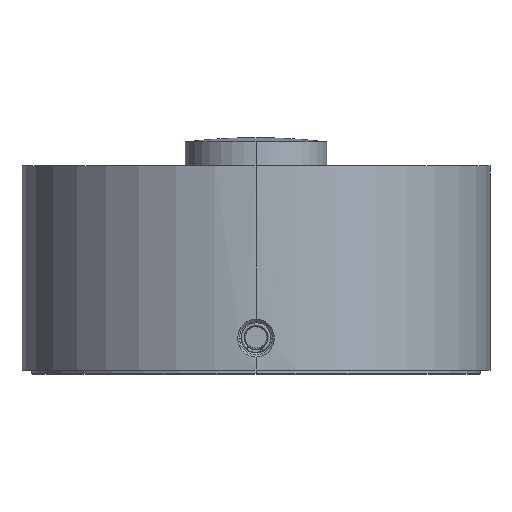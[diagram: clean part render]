
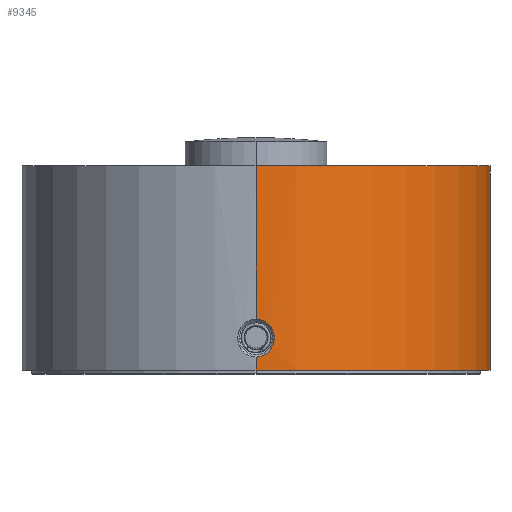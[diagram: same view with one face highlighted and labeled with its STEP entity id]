
A CAD part, top view. The second image highlights one B-rep face of the part: STEP entity #9345.
In plain terms, the highlighted cylindrical face has radius 25.146 mm (diameter 50.292 mm), a partial arc.
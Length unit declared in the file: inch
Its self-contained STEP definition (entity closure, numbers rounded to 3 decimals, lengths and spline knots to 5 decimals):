
#52 = CARTESIAN_POINT ( 'NONE',  ( 0.05852, 0.09776, 0.98828 ) ) ;
#102 = DIRECTION ( 'NONE',  ( 0., 0., -1. ) ) ;
#360 = AXIS2_PLACEMENT_3D ( 'NONE', #10545, #1225, #3907 ) ;
#398 = EDGE_LOOP ( 'NONE', ( #7472, #3952, #7427, #7199, #1746, #1676, #11141 ) ) ;
#477 = CARTESIAN_POINT ( 'NONE',  ( 0., 0.88, 0.99 ) ) ;
#703 = VERTEX_POINT ( 'NONE', #8318 ) ;
#794 = LINE ( 'NONE', #11290, #5084 ) ;
#893 = EDGE_CURVE ( 'NONE', #6236, #11039, #794, .T. ) ;
#912 = CARTESIAN_POINT ( 'NONE',  ( 0., 0.07, 0.99 ) ) ;
#985 = EDGE_CURVE ( 'NONE', #11039, #5378, #3330, .T. ) ;
#1025 = CARTESIAN_POINT ( 'NONE',  ( 0., 0., 0. ) ) ;
#1057 = DIRECTION ( 'NONE',  ( 0., -1., 0. ) ) ;
#1104 = CARTESIAN_POINT ( 'NONE',  ( 0.06946, 0.1151, 0.98756 ) ) ;
#1163 = CARTESIAN_POINT ( 'NONE',  ( 0.0732, 0.17534, 0.98729 ) ) ;
#1225 = DIRECTION ( 'NONE',  ( 0., -1., 0. ) ) ;
#1336 = CARTESIAN_POINT ( 'NONE',  ( 0.00517, 0.23, 0.99 ) ) ;
#1676 = ORIENTED_EDGE ( 'NONE', *, *, #985, .F. ) ;
#1720 = LINE ( 'NONE', #7385, #2447 ) ;
#1746 = ORIENTED_EDGE ( 'NONE', *, *, #7682, .T. ) ;
#1758 = CARTESIAN_POINT ( 'NONE',  ( 0., 0., 0.99 ) ) ;
#1816 = EDGE_CURVE ( 'NONE', #7238, #4598, #10155, .T. ) ;
#1902 = DIRECTION ( 'NONE',  ( 0., -1., 0. ) ) ;
#2086 = CARTESIAN_POINT ( 'NONE',  ( 0.02523, 0.07423, 0.98969 ) ) ;
#2102 = EDGE_CURVE ( 'NONE', #6236, #7238, #6472, .T. ) ;
#2107 = VECTOR ( 'NONE', #2897, 39.37008 ) ;
#2145 = CARTESIAN_POINT ( 'NONE',  ( 0.02528, 0.22575, 0.98969 ) ) ;
#2271 = CARTESIAN_POINT ( 'NONE',  ( 0., 0.23, 0.99 ) ) ;
#2337 = CARTESIAN_POINT ( 'NONE',  ( 0.05147, 0.20971, 0.98867 ) ) ;
#2447 = VECTOR ( 'NONE', #1057, 39.37008 ) ;
#2897 = DIRECTION ( 'NONE',  ( 0., -1., 0. ) ) ;
#2973 = CARTESIAN_POINT ( 'NONE',  ( 0.077, 0.14487, 0.987 ) ) ;
#3282 = CARTESIAN_POINT ( 'NONE',  ( 0.0347, 0.2216, 0.9894 ) ) ;
#3330 = CIRCLE ( 'NONE', #360, 0.99 ) ;
#3844 = CARTESIAN_POINT ( 'NONE',  ( 0.01034, 0.07055, 0.98996 ) ) ;
#3907 = DIRECTION ( 'NONE',  ( 0., 0., -1. ) ) ;
#3928 = AXIS2_PLACEMENT_3D ( 'NONE', #5983, #10467, #11518 ) ;
#3952 = ORIENTED_EDGE ( 'NONE', *, *, #1816, .T. ) ;
#4017 = CARTESIAN_POINT ( 'NONE',  ( 0.07653, 0.16022, 0.98704 ) ) ;
#4080 = CARTESIAN_POINT ( 'NONE',  ( 0.04788, 0.08649, 0.98887 ) ) ;
#4541 = EDGE_CURVE ( 'NONE', #703, #10158, #8406, .T. ) ;
#4598 = VERTEX_POINT ( 'NONE', #11470 ) ;
#4806 = DIRECTION ( 'NONE',  ( 0., -1., 0. ) ) ;
#4880 = CARTESIAN_POINT ( 'NONE',  ( 0.06711, 0.11045, 0.98773 ) ) ;
#4941 = CARTESIAN_POINT ( 'NONE',  ( 0.07463, 0.17034, 0.98718 ) ) ;
#5009 = CARTESIAN_POINT ( 'NONE',  ( 0.07652, 0.13967, 0.98704 ) ) ;
#5068 = CARTESIAN_POINT ( 'NONE',  ( 0.07461, 0.12959, 0.98718 ) ) ;
#5084 = VECTOR ( 'NONE', #1902, 39.37008 ) ;
#5124 = CARTESIAN_POINT ( 'NONE',  ( 0.01031, 0.22946, 0.98996 ) ) ;
#5378 = VERTEX_POINT ( 'NONE', #11515 ) ;
#5983 = CARTESIAN_POINT ( 'NONE',  ( 0., 0.88, 0. ) ) ;
#6110 = CARTESIAN_POINT ( 'NONE',  ( 0.04754, 0.21314, 0.98887 ) ) ;
#6236 = VERTEX_POINT ( 'NONE', #8710 ) ;
#6299 = CARTESIAN_POINT ( 'NONE',  ( 0., 0.015, -0.99 ) ) ;
#6472 = CIRCLE ( 'NONE', #3928, 0.99 ) ;
#6850 = CARTESIAN_POINT ( 'NONE',  ( 0.077, 0.15, 0.987 ) ) ;
#6852 = CARTESIAN_POINT ( 'NONE',  ( 0.07321, 0.12468, 0.98729 ) ) ;
#7199 = ORIENTED_EDGE ( 'NONE', *, *, #4541, .T. ) ;
#7238 = VERTEX_POINT ( 'NONE', #477 ) ;
#7279 = B_SPLINE_CURVE_WITH_KNOTS ( 'NONE', 3,
 ( #2271, #1336, #5124, #8867, #2145, #3282, #9613, #6110, #2337, #9851, #7993, #1163, #4941, #4017, #7744, #6850 ),
 .UNSPECIFIED., .F., .F.,
 ( 4, 2, 2, 2, 2, 2, 2, 4 ),
 ( 0.00468, 0.00507, 0.00546, 0.00585, 0.00624, 0.00702, 0.00742, 0.00781 ),
 .UNSPECIFIED. ) ;
#7385 = CARTESIAN_POINT ( 'NONE',  ( 0., 0., 0.99 ) ) ;
#7427 = ORIENTED_EDGE ( 'NONE', *, *, #10799, .T. ) ;
#7472 = ORIENTED_EDGE ( 'NONE', *, *, #2102, .T. ) ;
#7562 = CARTESIAN_POINT ( 'NONE',  ( 0.00513, 0.07, 0.99 ) ) ;
#7667 = CYLINDRICAL_SURFACE ( 'NONE', #9100, 0.99 ) ;
#7680 = CARTESIAN_POINT ( 'NONE',  ( 0.02036, 0.07267, 0.9898 ) ) ;
#7682 = EDGE_CURVE ( 'NONE', #10158, #5378, #1720, .T. ) ;
#7744 = CARTESIAN_POINT ( 'NONE',  ( 0.077, 0.15513, 0.987 ) ) ;
#7993 = CARTESIAN_POINT ( 'NONE',  ( 0.06761, 0.18963, 0.9877 ) ) ;
#8318 = CARTESIAN_POINT ( 'NONE',  ( 0.077, 0.15, 0.987 ) ) ;
#8406 = B_SPLINE_CURVE_WITH_KNOTS ( 'NONE', 3,
 ( #11405, #2973, #5009, #5068, #6852, #1104, #4880, #10539, #52, #4080, #11594, #2086, #7680, #3844, #7562, #11343 ),
 .UNSPECIFIED., .F., .F.,
 ( 4, 2, 2, 2, 2, 2, 2, 4 ),
 ( 0.00781, 0.0082, 0.00859, 0.00898, 0.00937, 0.01015, 0.01054, 0.01094 ),
 .UNSPECIFIED. ) ;
#8710 = CARTESIAN_POINT ( 'NONE',  ( 0., 0.88, -0.99 ) ) ;
#8739 = FACE_OUTER_BOUND ( 'NONE', #398, .T. ) ;
#8867 = CARTESIAN_POINT ( 'NONE',  ( 0.02032, 0.22734, 0.9898 ) ) ;
#9100 = AXIS2_PLACEMENT_3D ( 'NONE', #1025, #4806, #102 ) ;
#9345 = ADVANCED_FACE ( 'NONE', ( #8739 ), #7667, .T. ) ;
#9613 = CARTESIAN_POINT ( 'NONE',  ( 0.03915, 0.21908, 0.98923 ) ) ;
#9851 = CARTESIAN_POINT ( 'NONE',  ( 0.06201, 0.19854, 0.98808 ) ) ;
#10155 = LINE ( 'NONE', #1758, #2107 ) ;
#10158 = VERTEX_POINT ( 'NONE', #912 ) ;
#10467 = DIRECTION ( 'NONE',  ( 0., -1., 0. ) ) ;
#10539 = CARTESIAN_POINT ( 'NONE',  ( 0.06164, 0.1018, 0.98808 ) ) ;
#10545 = CARTESIAN_POINT ( 'NONE',  ( 0., 0.015, 0. ) ) ;
#10799 = EDGE_CURVE ( 'NONE', #4598, #703, #7279, .T. ) ;
#11039 = VERTEX_POINT ( 'NONE', #6299 ) ;
#11141 = ORIENTED_EDGE ( 'NONE', *, *, #893, .F. ) ;
#11290 = CARTESIAN_POINT ( 'NONE',  ( 0., 0., -0.99 ) ) ;
#11343 = CARTESIAN_POINT ( 'NONE',  ( 0., 0.07, 0.99 ) ) ;
#11405 = CARTESIAN_POINT ( 'NONE',  ( 0.077, 0.15, 0.987 ) ) ;
#11470 = CARTESIAN_POINT ( 'NONE',  ( 0., 0.23, 0.99 ) ) ;
#11515 = CARTESIAN_POINT ( 'NONE',  ( 0., 0.015, 0.99 ) ) ;
#11518 = DIRECTION ( 'NONE',  ( 0., 0., -1. ) ) ;
#11594 = CARTESIAN_POINT ( 'NONE',  ( 0.03943, 0.08047, 0.98926 ) ) ;
